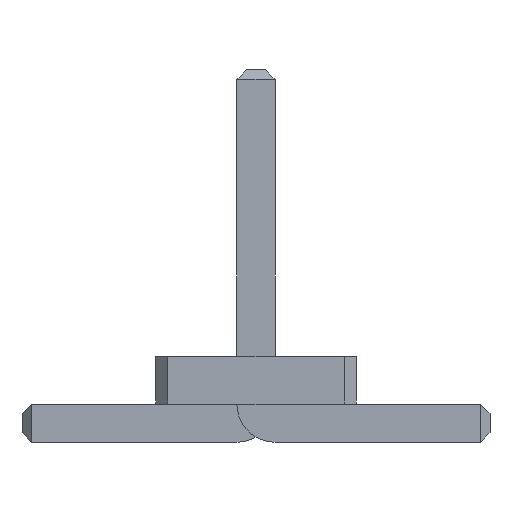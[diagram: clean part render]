
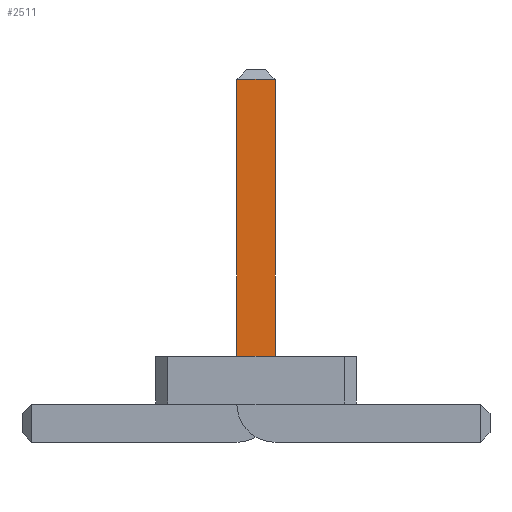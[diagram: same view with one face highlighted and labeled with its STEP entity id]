
A CAD part, front view. The second image highlights one B-rep face of the part: STEP entity #2511.
In plain terms, the highlighted planar face has unit normal (0, -1, 0).
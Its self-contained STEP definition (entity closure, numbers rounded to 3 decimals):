
#991 = VERTEX_POINT('',#992);
#992 = CARTESIAN_POINT('',(-0.2,-3.375,0.9));
#1000 = EDGE_CURVE('',#1001,#991,#1003,.T.);
#1001 = VERTEX_POINT('',#1002);
#1002 = CARTESIAN_POINT('',(0.2,-3.375,0.9));
#1003 = LINE('',#1004,#1005);
#1004 = CARTESIAN_POINT('',(-0.562,-3.375,0.9));
#1005 = VECTOR('',#1006,1.);
#1006 = DIRECTION('',(-1.,-0.,-0.));
#2445 = EDGE_CURVE('',#991,#2446,#2448,.T.);
#2446 = VERTEX_POINT('',#2447);
#2447 = CARTESIAN_POINT('',(-0.2,-3.375,3.8));
#2448 = LINE('',#2449,#2450);
#2449 = CARTESIAN_POINT('',(-0.2,-3.375,0.));
#2450 = VECTOR('',#2451,1.);
#2451 = DIRECTION('',(0.,0.,1.));
#2493 = VERTEX_POINT('',#2494);
#2494 = CARTESIAN_POINT('',(0.2,-3.375,3.8));
#2500 = EDGE_CURVE('',#2493,#1001,#2501,.T.);
#2501 = LINE('',#2502,#2503);
#2502 = CARTESIAN_POINT('',(0.2,-3.375,3.9));
#2503 = VECTOR('',#2504,1.);
#2504 = DIRECTION('',(0.,0.,-1.));
#2511 = ADVANCED_FACE('',(#2512),#2523,.T.);
#2512 = FACE_BOUND('',#2513,.T.);
#2513 = EDGE_LOOP('',(#2514,#2515,#2516,#2517));
#2514 = ORIENTED_EDGE('',*,*,#2445,.F.);
#2515 = ORIENTED_EDGE('',*,*,#1000,.F.);
#2516 = ORIENTED_EDGE('',*,*,#2500,.F.);
#2517 = ORIENTED_EDGE('',*,*,#2518,.F.);
#2518 = EDGE_CURVE('',#2446,#2493,#2519,.T.);
#2519 = LINE('',#2520,#2521);
#2520 = CARTESIAN_POINT('',(-0.2,-3.375,3.8));
#2521 = VECTOR('',#2522,1.);
#2522 = DIRECTION('',(1.,0.,0.));
#2523 = PLANE('',#2524);
#2524 = AXIS2_PLACEMENT_3D('',#2525,#2526,#2527);
#2525 = CARTESIAN_POINT('',(-0.2,-3.375,3.9));
#2526 = DIRECTION('',(0.,-1.,0.));
#2527 = DIRECTION('',(0.,0.,-1.));
